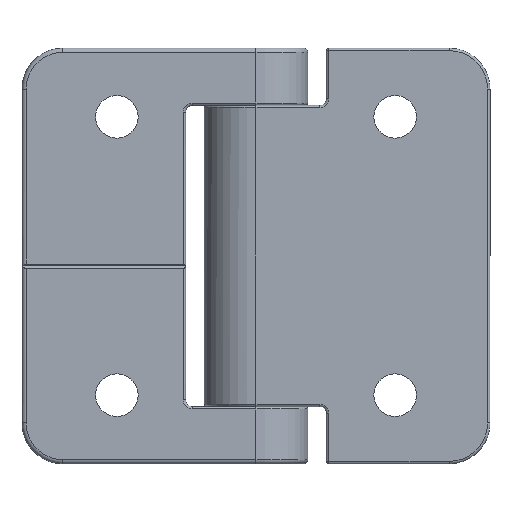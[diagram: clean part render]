
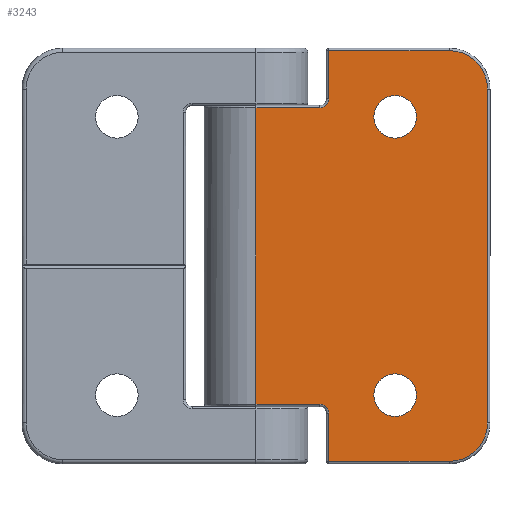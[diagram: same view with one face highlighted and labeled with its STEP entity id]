
A CAD part, front view. The second image highlights one B-rep face of the part: STEP entity #3243.
In plain terms, the highlighted planar face has unit normal (0, -1, 0).
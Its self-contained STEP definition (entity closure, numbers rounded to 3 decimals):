
#3 = VERTEX_POINT ( 'NONE', #3064 ) ;
#8 = VECTOR ( 'NONE', #2526, 1000. ) ;
#89 = LINE ( 'NONE', #3393, #2177 ) ;
#218 = CARTESIAN_POINT ( 'NONE',  ( -23.6, -6.35, -25.1 ) ) ;
#232 = LINE ( 'NONE', #4888, #946 ) ;
#256 = DIRECTION ( 'NONE',  ( 0., 1., 0. ) ) ;
#332 = DIRECTION ( 'NONE',  ( 1., 0., 0. ) ) ;
#400 = EDGE_LOOP ( 'NONE', ( #528, #4994 ) ) ;
#423 = VECTOR ( 'NONE', #332, 1000. ) ;
#435 = DIRECTION ( 'NONE',  ( 0., 0., -1. ) ) ;
#455 = VERTEX_POINT ( 'NONE', #4419 ) ;
#459 = CARTESIAN_POINT ( 'NONE',  ( -8.9, -6.35, -25.1 ) ) ;
#474 = DIRECTION ( 'NONE',  ( 0., 0., 1. ) ) ;
#528 = ORIENTED_EDGE ( 'NONE', *, *, #1053, .F. ) ;
#560 = CARTESIAN_POINT ( 'NONE',  ( -7.8, -6.35, 18.1 ) ) ;
#563 = AXIS2_PLACEMENT_3D ( 'NONE', #3155, #603, #3560 ) ;
#584 = CARTESIAN_POINT ( 'NONE',  ( -8.9, -6.35, -19.2 ) ) ;
#594 = CARTESIAN_POINT ( 'NONE',  ( -23.6, -6.35, 25.1 ) ) ;
#603 = DIRECTION ( 'NONE',  ( 0., -1., 0. ) ) ;
#663 = ORIENTED_EDGE ( 'NONE', *, *, #2745, .T. ) ;
#706 = CARTESIAN_POINT ( 'NONE',  ( -7.8, -6.35, -18.1 ) ) ;
#790 = VERTEX_POINT ( 'NONE', #2075 ) ;
#829 = VECTOR ( 'NONE', #2454, 1000. ) ;
#946 = VECTOR ( 'NONE', #4159, 1000. ) ;
#956 = CIRCLE ( 'NONE', #4868, 2.6 ) ;
#984 = ORIENTED_EDGE ( 'NONE', *, *, #2151, .T. ) ;
#1005 = CIRCLE ( 'NONE', #3755, 2.6 ) ;
#1053 = EDGE_CURVE ( 'NONE', #4958, #4213, #1005, .T. ) ;
#1060 = ORIENTED_EDGE ( 'NONE', *, *, #4744, .T. ) ;
#1253 = CARTESIAN_POINT ( 'NONE',  ( -23.6, -6.35, 25.1 ) ) ;
#1345 = VECTOR ( 'NONE', #4242, 1000. ) ;
#1363 = DIRECTION ( 'NONE',  ( 0., 0., 1. ) ) ;
#1404 = DIRECTION ( 'NONE',  ( 0., 1., 0. ) ) ;
#1428 = CARTESIAN_POINT ( 'NONE',  ( 0., -6.35, -18.1 ) ) ;
#1432 = VERTEX_POINT ( 'NONE', #1532 ) ;
#1473 = CARTESIAN_POINT ( 'NONE',  ( -17., -6.35, 17. ) ) ;
#1475 = DIRECTION ( 'NONE',  ( -1., 0., 0. ) ) ;
#1484 = DIRECTION ( 'NONE',  ( 0., 1., 0. ) ) ;
#1488 = CARTESIAN_POINT ( 'NONE',  ( -7.8, -6.35, 19.2 ) ) ;
#1503 = ORIENTED_EDGE ( 'NONE', *, *, #3431, .T. ) ;
#1532 = CARTESIAN_POINT ( 'NONE',  ( -28.3, -6.35, 20.4 ) ) ;
#1565 = ORIENTED_EDGE ( 'NONE', *, *, #2004, .T. ) ;
#1650 = AXIS2_PLACEMENT_3D ( 'NONE', #1473, #1404, #1363 ) ;
#1718 = CIRCLE ( 'NONE', #1650, 2.6 ) ;
#1789 = AXIS2_PLACEMENT_3D ( 'NONE', #1488, #1484, #1475 ) ;
#1856 = AXIS2_PLACEMENT_3D ( 'NONE', #2412, #256, #474 ) ;
#2004 = EDGE_CURVE ( 'NONE', #4376, #455, #3729, .T. ) ;
#2032 = FACE_BOUND ( 'NONE', #400, .T. ) ;
#2075 = CARTESIAN_POINT ( 'NONE',  ( -17., -6.35, 14.4 ) ) ;
#2096 = DIRECTION ( 'NONE',  ( 0., 1., 0. ) ) ;
#2100 = AXIS2_PLACEMENT_3D ( 'NONE', #2176, #2168, #2156 ) ;
#2118 = CARTESIAN_POINT ( 'NONE',  ( -28.3, -6.35, 25.4 ) ) ;
#2151 = EDGE_CURVE ( 'NONE', #790, #2994, #3887, .T. ) ;
#2156 = DIRECTION ( 'NONE',  ( -1., 0., 0. ) ) ;
#2168 = DIRECTION ( 'NONE',  ( 0., -1., 0. ) ) ;
#2176 = CARTESIAN_POINT ( 'NONE',  ( -23.6, -6.35, -20.4 ) ) ;
#2177 = VECTOR ( 'NONE', #3386, 1000. ) ;
#2232 = VERTEX_POINT ( 'NONE', #4261 ) ;
#2234 = LINE ( 'NONE', #1253, #8 ) ;
#2251 = AXIS2_PLACEMENT_3D ( 'NONE', #3258, #3236, #3230 ) ;
#2254 = DIRECTION ( 'NONE',  ( 0., 0., 1. ) ) ;
#2304 = CARTESIAN_POINT ( 'NONE',  ( -7.8, -6.35, -19.2 ) ) ;
#2306 = ORIENTED_EDGE ( 'NONE', *, *, #4740, .T. ) ;
#2318 = FACE_OUTER_BOUND ( 'NONE', #4279, .T. ) ;
#2408 = EDGE_CURVE ( 'NONE', #2994, #790, #1718, .T. ) ;
#2412 = CARTESIAN_POINT ( 'NONE',  ( -17., -6.35, 17. ) ) ;
#2440 = DIRECTION ( 'NONE',  ( -1., 0., 0. ) ) ;
#2443 = LINE ( 'NONE', #4610, #3718 ) ;
#2454 = DIRECTION ( 'NONE',  ( 0., 0., -1. ) ) ;
#2478 = VERTEX_POINT ( 'NONE', #459 ) ;
#2526 = DIRECTION ( 'NONE',  ( -1., 0., 0. ) ) ;
#2668 = DIRECTION ( 'NONE',  ( 0., 0., -1. ) ) ;
#2678 = DIRECTION ( 'NONE',  ( 0., -1., 0. ) ) ;
#2687 = AXIS2_PLACEMENT_3D ( 'NONE', #2304, #2096, #2440 ) ;
#2692 = CARTESIAN_POINT ( 'NONE',  ( -17., -6.35, -17. ) ) ;
#2709 = CARTESIAN_POINT ( 'NONE',  ( 0., -6.35, 25.4 ) ) ;
#2745 = EDGE_CURVE ( 'NONE', #3649, #4441, #4810, .T. ) ;
#2912 = ORIENTED_EDGE ( 'NONE', *, *, #3402, .F. ) ;
#2947 = LINE ( 'NONE', #2709, #829 ) ;
#2957 = CARTESIAN_POINT ( 'NONE',  ( -17., -6.35, -14.4 ) ) ;
#2973 = VERTEX_POINT ( 'NONE', #4640 ) ;
#2994 = VERTEX_POINT ( 'NONE', #4503 ) ;
#3064 = CARTESIAN_POINT ( 'NONE',  ( -8.9, -6.35, 25.1 ) ) ;
#3138 = CARTESIAN_POINT ( 'NONE',  ( 0., -6.35, -18.1 ) ) ;
#3155 = CARTESIAN_POINT ( 'NONE',  ( -23.6, -6.35, 20.4 ) ) ;
#3161 = LINE ( 'NONE', #2118, #5072 ) ;
#3218 = EDGE_CURVE ( 'NONE', #2232, #4376, #89, .T. ) ;
#3230 = DIRECTION ( 'NONE',  ( -1., 0., 0. ) ) ;
#3236 = DIRECTION ( 'NONE',  ( 0., 1., 0. ) ) ;
#3243 = ADVANCED_FACE ( 'NONE', ( #4080, #2318, #2032 ), #3245, .F. ) ;
#3245 = PLANE ( 'NONE',  #2251 ) ;
#3258 = CARTESIAN_POINT ( 'NONE',  ( 0., -6.35, 25.4 ) ) ;
#3329 = ORIENTED_EDGE ( 'NONE', *, *, #5038, .T. ) ;
#3356 = EDGE_CURVE ( 'NONE', #4213, #4958, #956, .T. ) ;
#3386 = DIRECTION ( 'NONE',  ( -1., 0., 0. ) ) ;
#3393 = CARTESIAN_POINT ( 'NONE',  ( -7.8, -6.35, 18.1 ) ) ;
#3402 = EDGE_CURVE ( 'NONE', #2232, #4737, #2947, .T. ) ;
#3431 = EDGE_CURVE ( 'NONE', #2973, #4779, #3889, .T. ) ;
#3560 = DIRECTION ( 'NONE',  ( -1., 0., 0. ) ) ;
#3568 = ORIENTED_EDGE ( 'NONE', *, *, #3218, .T. ) ;
#3606 = LINE ( 'NONE', #1428, #1345 ) ;
#3640 = VERTEX_POINT ( 'NONE', #594 ) ;
#3649 = VERTEX_POINT ( 'NONE', #584 ) ;
#3718 = VECTOR ( 'NONE', #2254, 1000. ) ;
#3729 = CIRCLE ( 'NONE', #1789, 1.1 ) ;
#3755 = AXIS2_PLACEMENT_3D ( 'NONE', #4330, #4306, #435 ) ;
#3788 = EDGE_CURVE ( 'NONE', #4441, #4737, #3606, .T. ) ;
#3887 = CIRCLE ( 'NONE', #1856, 2.6 ) ;
#3889 = CIRCLE ( 'NONE', #2100, 4.7 ) ;
#4034 = CARTESIAN_POINT ( 'NONE',  ( -8.6, -6.35, -25.1 ) ) ;
#4048 = CARTESIAN_POINT ( 'NONE',  ( -17., -6.35, -19.6 ) ) ;
#4054 = EDGE_CURVE ( 'NONE', #1432, #2973, #3161, .T. ) ;
#4071 = ORIENTED_EDGE ( 'NONE', *, *, #4926, .T. ) ;
#4080 = FACE_BOUND ( 'NONE', #4407, .T. ) ;
#4159 = DIRECTION ( 'NONE',  ( 0., 0., 1. ) ) ;
#4206 = ORIENTED_EDGE ( 'NONE', *, *, #3788, .T. ) ;
#4213 = VERTEX_POINT ( 'NONE', #2957 ) ;
#4242 = DIRECTION ( 'NONE',  ( 1., 0., 0. ) ) ;
#4261 = CARTESIAN_POINT ( 'NONE',  ( 0., -6.35, 18.1 ) ) ;
#4271 = ORIENTED_EDGE ( 'NONE', *, *, #4054, .T. ) ;
#4279 = EDGE_LOOP ( 'NONE', ( #663, #4206, #2912, #3568, #1565, #4528, #3329, #1060, #4271, #1503, #4071, #2306 ) ) ;
#4306 = DIRECTION ( 'NONE',  ( 0., -1., 0. ) ) ;
#4325 = EDGE_CURVE ( 'NONE', #455, #3, #232, .T. ) ;
#4330 = CARTESIAN_POINT ( 'NONE',  ( -17., -6.35, -17. ) ) ;
#4376 = VERTEX_POINT ( 'NONE', #560 ) ;
#4407 = EDGE_LOOP ( 'NONE', ( #5097, #984 ) ) ;
#4414 = CIRCLE ( 'NONE', #563, 4.7 ) ;
#4419 = CARTESIAN_POINT ( 'NONE',  ( -8.9, -6.35, 19.2 ) ) ;
#4441 = VERTEX_POINT ( 'NONE', #706 ) ;
#4503 = CARTESIAN_POINT ( 'NONE',  ( -17., -6.35, 19.6 ) ) ;
#4528 = ORIENTED_EDGE ( 'NONE', *, *, #4325, .T. ) ;
#4610 = CARTESIAN_POINT ( 'NONE',  ( -8.9, -6.35, 25.4 ) ) ;
#4640 = CARTESIAN_POINT ( 'NONE',  ( -28.3, -6.35, -20.4 ) ) ;
#4690 = LINE ( 'NONE', #4034, #423 ) ;
#4737 = VERTEX_POINT ( 'NONE', #3138 ) ;
#4740 = EDGE_CURVE ( 'NONE', #2478, #3649, #2443, .T. ) ;
#4744 = EDGE_CURVE ( 'NONE', #3640, #1432, #4414, .T. ) ;
#4779 = VERTEX_POINT ( 'NONE', #218 ) ;
#4810 = CIRCLE ( 'NONE', #2687, 1.1 ) ;
#4854 = DIRECTION ( 'NONE',  ( 0., 0., -1. ) ) ;
#4868 = AXIS2_PLACEMENT_3D ( 'NONE', #2692, #2678, #2668 ) ;
#4888 = CARTESIAN_POINT ( 'NONE',  ( -8.9, -6.35, 25.4 ) ) ;
#4926 = EDGE_CURVE ( 'NONE', #4779, #2478, #4690, .T. ) ;
#4958 = VERTEX_POINT ( 'NONE', #4048 ) ;
#4994 = ORIENTED_EDGE ( 'NONE', *, *, #3356, .F. ) ;
#5038 = EDGE_CURVE ( 'NONE', #3, #3640, #2234, .T. ) ;
#5072 = VECTOR ( 'NONE', #4854, 1000. ) ;
#5097 = ORIENTED_EDGE ( 'NONE', *, *, #2408, .T. ) ;
